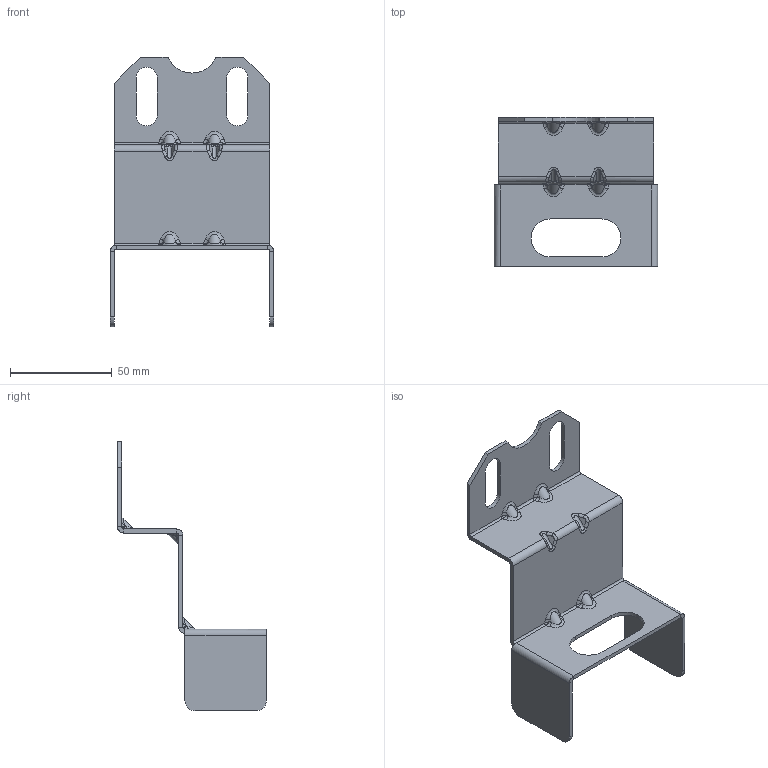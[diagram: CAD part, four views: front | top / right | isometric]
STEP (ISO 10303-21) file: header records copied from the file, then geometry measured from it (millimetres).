
FILE_DESCRIPTION((''),'2;1');
FILE_NAME('156773_SW','2011-10-06T',('banengservice'),('BANNER ENGINEERING'),'PRO/ENGINEER BY PARAMETRIC TECHNOLOGY CORPORATION, 2009141','PRO/ENGINEER BY PARAMETRIC TECHNOLOGY CORPORATION, 2009141','');
FILE_SCHEMA(('CONFIG_CONTROL_DESIGN'));
Length unit declared in the file: inch
Products named in the file (1): 156773_SW
Bounding box: 80.2 x 73 x 132.15 mm (x, y, z)
Volume: 27913.1 mm3; surface area: 29556.9 mm2
Topology: 1 solids, 1 shells, 214 faces, 488 edges, 276 vertices
Faces by surface type: cylinder 93, plane 73, bspline 48
Entity records: 8734 total; most frequent: CARTESIAN_POINT 4262, ORIENTED_EDGE 976, DIRECTION 830, EDGE_CURVE 488, AXIS2_PLACEMENT_3D 284, VERTEX_POINT 276, VECTOR 262, LINE 262
